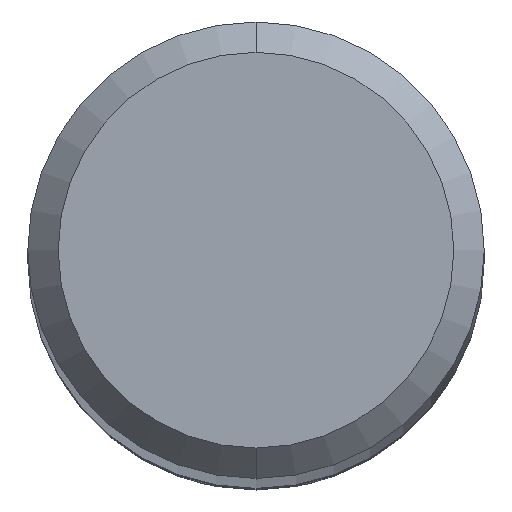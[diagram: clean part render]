
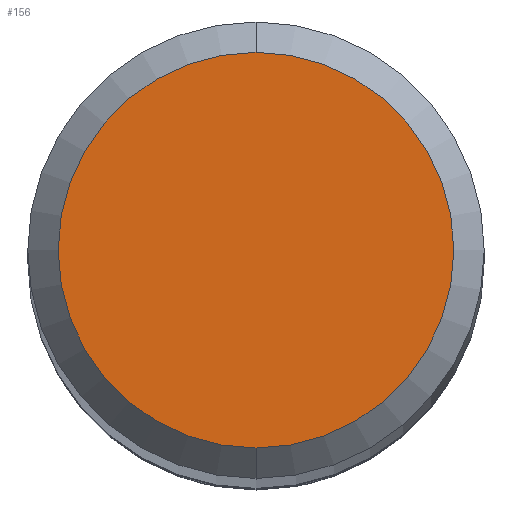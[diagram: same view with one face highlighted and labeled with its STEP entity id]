
A CAD part, top view. The second image highlights one B-rep face of the part: STEP entity #156.
In plain terms, the highlighted planar face has unit normal (0, 0, 1).
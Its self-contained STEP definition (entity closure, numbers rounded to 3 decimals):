
#112=VERTEX_POINT('',#274);
#124=VERTEX_POINT('',#289);
#156=ADVANCED_FACE('',(#321),#322,.T.);
#178=EDGE_CURVE('',#124,#112,#346,.T.);
#202=EDGE_CURVE('',#112,#124,#376,.T.);
#274=CARTESIAN_POINT('',(0.,-2.6,0.0));
#289=CARTESIAN_POINT('',(0.0,2.6,0.0));
#321=FACE_OUTER_BOUND('',#515,.T.);
#322=PLANE('',#516);
#346=CIRCLE('',#547,2.6);
#376=CIRCLE('',#584,2.6);
#515=EDGE_LOOP('',(#697,#698));
#516=AXIS2_PLACEMENT_3D('',#699,#700,#701);
#547=AXIS2_PLACEMENT_3D('',#723,#724,#725);
#584=AXIS2_PLACEMENT_3D('',#765,#766,#767);
#697=ORIENTED_EDGE('',*,*,#178,.F.);
#698=ORIENTED_EDGE('',*,*,#202,.F.);
#699=CARTESIAN_POINT('',(0.0,1.3,0.0));
#700=DIRECTION('',(-0.0,0.0,1.0));
#701=DIRECTION('',(0.0,-1.0,0.0));
#723=CARTESIAN_POINT('',(0.0,0.0,0.0));
#724=DIRECTION('',(0.0,0.0,-1.0));
#725=DIRECTION('',(0.0,1.0,0.0));
#765=CARTESIAN_POINT('',(0.0,0.0,0.0));
#766=DIRECTION('',(0.0,0.0,-1.0));
#767=DIRECTION('',(0.0,1.0,0.0));
